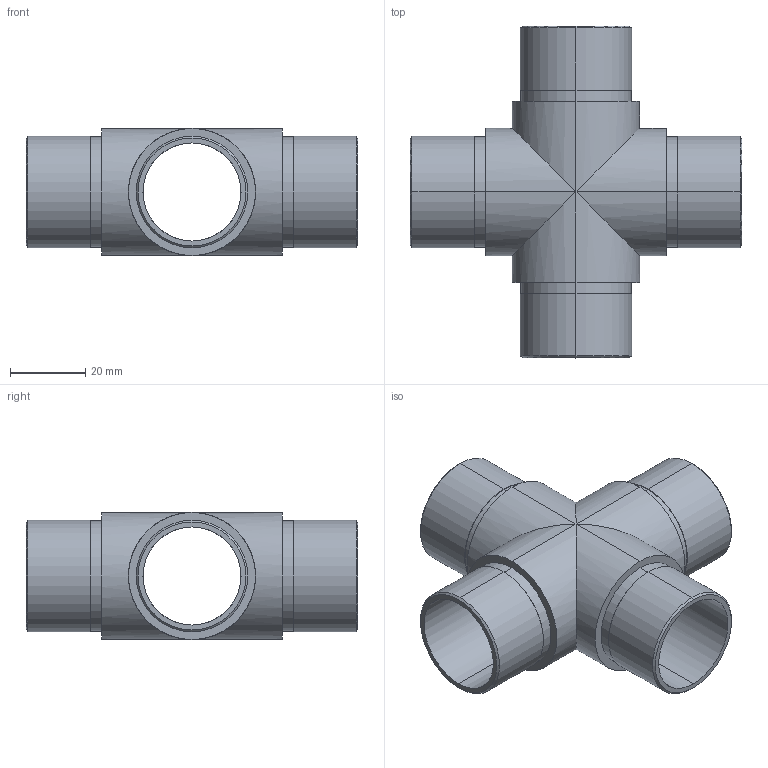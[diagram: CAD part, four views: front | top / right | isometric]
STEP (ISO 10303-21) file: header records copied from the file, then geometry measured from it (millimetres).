
FILE_DESCRIPTION (( 'STEP AP203' ), '1' );
FILE_NAME ('A_0308-233.STEP', '2025-10-13T10:21:19', ( '' ), ( '' ), 'SwSTEP 2.0', 'SolidWorks 2019', '' );
FILE_SCHEMA (( 'CONFIG_CONTROL_DESIGN' ));
Length unit declared in the file: millimetre
Products named in the file (1): A_0308-233
Bounding box: 88 x 88 x 33.7 mm (x, y, z)
Volume: 33170.8 mm3; surface area: 26198.8 mm2
Topology: 1 solids, 1 shells, 52 faces, 108 edges, 64 vertices
Faces by surface type: cylinder 32, plane 12, cone 8
Entity records: 1469 total; most frequent: DIRECTION 266, CARTESIAN_POINT 249, ORIENTED_EDGE 216, AXIS2_PLACEMENT_3D 113, EDGE_CURVE 108, VERTEX_POINT 64, EDGE_LOOP 64, CIRCLE 60
